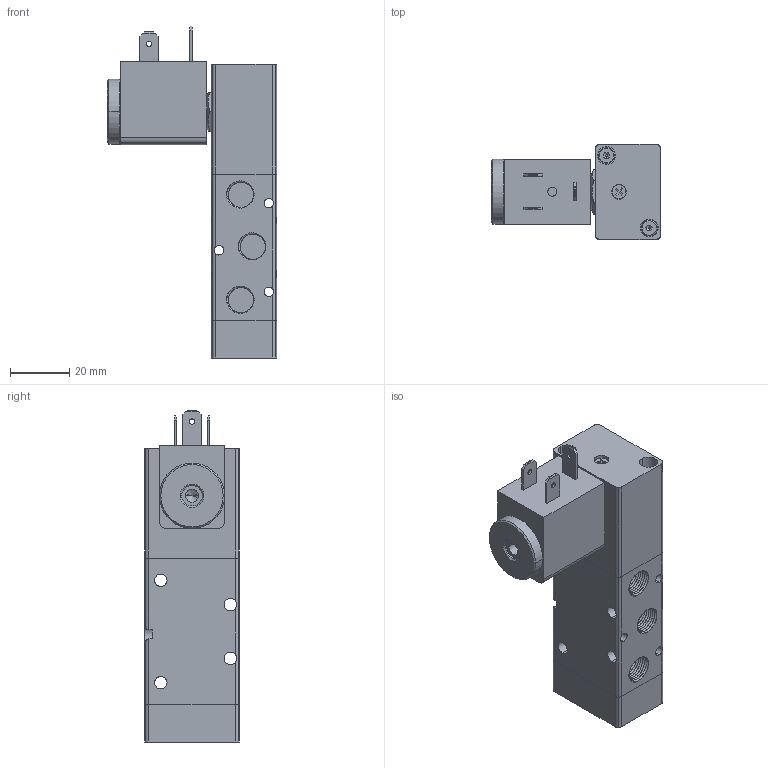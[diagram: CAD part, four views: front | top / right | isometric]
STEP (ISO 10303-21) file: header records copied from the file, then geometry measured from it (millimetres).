
FILE_DESCRIPTION((''),'2;1');
FILE_NAME('00_061_3.stp','2003-01-02T14:51:28',('Branislav Petkovic'),('AZ Pneumatica'),'AutoCAD STEP 2000i','AutoCAD 2000i','Via J. F. Kennedy, 26, 20020 Misinto (MI), ITALY');
FILE_SCHEMA(('CONFIG_CONTROL_DESIGN'));
Length unit declared in the file: millimetre
Products named in the file (12): 00_061_3; 521 TELO; PART1AA; X21 OPRUGA; PART2; X21 KOTVA ME90L; PART2A; STEZAC; PODLOSKA; PART1A; MAGNET; PART1
Assembly tree (11 placements, depth 3):
  00_061_3
    521 TELO
      PART1AA
    X21 OPRUGA
      PART2
    X21 KOTVA ME90L
      PART2A
      STEZAC
      PODLOSKA
    PART1A
    MAGNET
      PART1
Bounding box: 57 x 32 x 111.9 mm (x, y, z)
Surface area: 27327.5 mm2 (no closed solid volume)
Topology: 0 solids, 6 shells, 389 faces, 1058 edges, 699 vertices
Faces by surface type: cylinder 214, plane 131, cone 26, bspline 18
Entity records: 27368 total; most frequent: CARTESIAN_POINT 17666, ORIENTED_EDGE 2112, DIRECTION 1804, EDGE_CURVE 1056, VERTEX_POINT 699, AXIS2_PLACEMENT_3D 664, VECTOR 476, LINE 476
